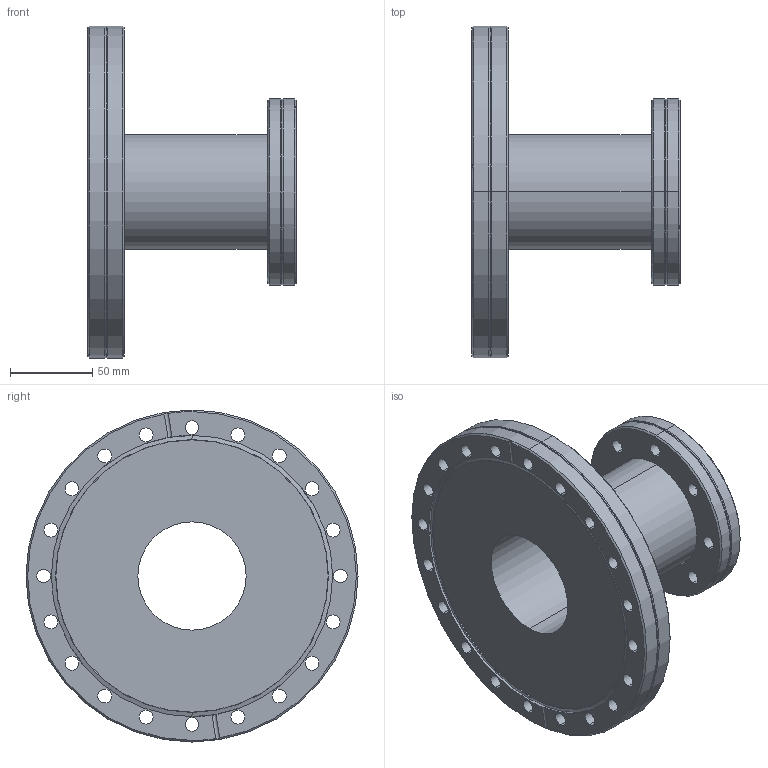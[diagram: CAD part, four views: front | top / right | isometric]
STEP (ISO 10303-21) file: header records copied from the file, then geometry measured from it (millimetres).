
FILE_DESCRIPTION (( 'STEP AP214' ), '1' );
FILE_NAME ('420RRG160-063.stp', '2017-05-31T09:14:35', ( '' ), ( '' ), 'SwSTEP 2.0', 'SolidWorks 2015', '' );
FILE_SCHEMA (( 'AUTOMOTIVE_DESIGN' ));
Length unit declared in the file: millimetre
Products named in the file (1): 420RRG160-063
Bounding box: 127 x 202.4 x 202.4 mm (x, y, z)
Volume: 731808.1 mm3; surface area: 158674.6 mm2
Topology: 1 solids, 2 shells, 128 faces, 324 edges, 204 vertices
Faces by surface type: cylinder 84, cone 18, torus 14, plane 12
Entity records: 5594 total; most frequent: DIRECTION 784, CARTESIAN_POINT 777, ORIENTED_EDGE 648, AXIS2_PLACEMENT_3D 339, EDGE_CURVE 324, CIRCLE 210, VERTEX_POINT 204, EDGE_LOOP 192
